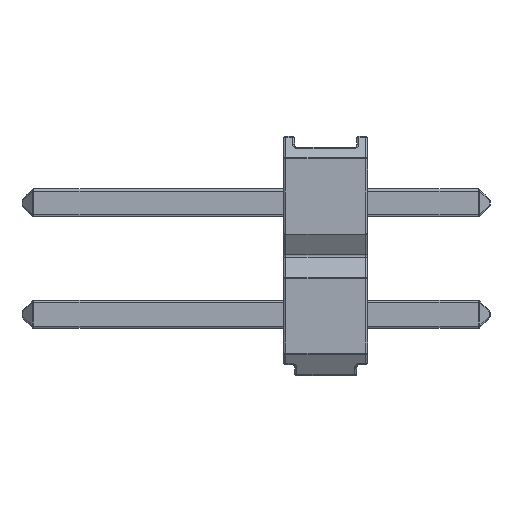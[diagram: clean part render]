
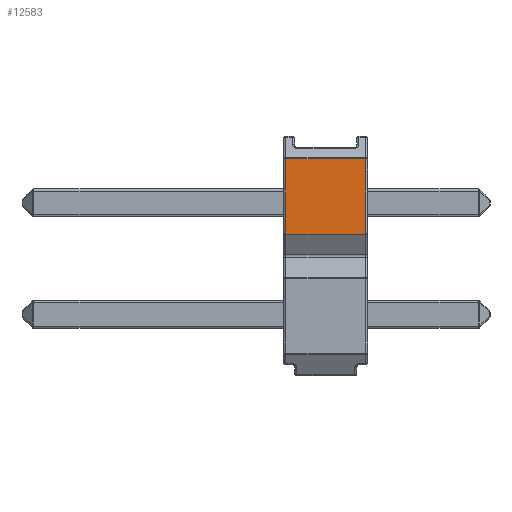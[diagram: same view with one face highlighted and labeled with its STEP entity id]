
A CAD part, left-side view. The second image highlights one B-rep face of the part: STEP entity #12583.
In plain terms, the highlighted planar face has unit normal (-1, 0, 0).
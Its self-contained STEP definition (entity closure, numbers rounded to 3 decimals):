
#239 = CARTESIAN_POINT ( 'NONE',  ( -1.27, -0.96, 0.5 ) ) ;
#658 = LINE ( 'NONE', #14378, #3932 ) ;
#1377 = LINE ( 'NONE', #5774, #12024 ) ;
#1457 = VECTOR ( 'NONE', #16795, 1000. ) ;
#1624 = DIRECTION ( 'NONE',  ( 0., 0., 1. ) ) ;
#1806 = CARTESIAN_POINT ( 'NONE',  ( -1.27, -0.91, 2.215 ) ) ;
#2516 = ORIENTED_EDGE ( 'NONE', *, *, #15143, .T. ) ;
#3187 = DIRECTION ( 'NONE',  ( 0., 1., 0. ) ) ;
#3932 = VECTOR ( 'NONE', #7475, 1000. ) ;
#3951 = CARTESIAN_POINT ( 'NONE',  ( -1.27, -0.91, 0.5 ) ) ;
#4589 = CARTESIAN_POINT ( 'NONE',  ( -1.27, -0.96, 2.215 ) ) ;
#5140 = LINE ( 'NONE', #8452, #1457 ) ;
#5154 = VECTOR ( 'NONE', #3187, 1000. ) ;
#5319 = EDGE_LOOP ( 'NONE', ( #16960, #2516, #11219, #5939 ) ) ;
#5620 = LINE ( 'NONE', #4589, #5154 ) ;
#5774 = CARTESIAN_POINT ( 'NONE',  ( -1.27, -0.96, 0.5 ) ) ;
#5939 = ORIENTED_EDGE ( 'NONE', *, *, #16606, .T. ) ;
#6793 = VERTEX_POINT ( 'NONE', #11520 ) ;
#7475 = DIRECTION ( 'NONE',  ( 0., 0., 1. ) ) ;
#8452 = CARTESIAN_POINT ( 'NONE',  ( -1.27, 0.91, 0.5 ) ) ;
#8604 = AXIS2_PLACEMENT_3D ( 'NONE', #239, #9945, #1624 ) ;
#9945 = DIRECTION ( 'NONE',  ( -1., 0., 0. ) ) ;
#9960 = VERTEX_POINT ( 'NONE', #3951 ) ;
#11219 = ORIENTED_EDGE ( 'NONE', *, *, #13160, .T. ) ;
#11520 = CARTESIAN_POINT ( 'NONE',  ( -1.27, 0.91, 2.215 ) ) ;
#12024 = VECTOR ( 'NONE', #15497, 1000. ) ;
#12104 = VERTEX_POINT ( 'NONE', #17539 ) ;
#12583 = ADVANCED_FACE ( 'NONE', ( #13523 ), #12685, .T. ) ;
#12662 = VERTEX_POINT ( 'NONE', #1806 ) ;
#12685 = PLANE ( 'NONE',  #8604 ) ;
#13160 = EDGE_CURVE ( 'NONE', #12662, #6793, #5620, .T. ) ;
#13523 = FACE_OUTER_BOUND ( 'NONE', #5319, .T. ) ;
#14378 = CARTESIAN_POINT ( 'NONE',  ( -1.27, -0.91, 2.23 ) ) ;
#15143 = EDGE_CURVE ( 'NONE', #9960, #12662, #658, .T. ) ;
#15497 = DIRECTION ( 'NONE',  ( 0., 1., 0. ) ) ;
#16606 = EDGE_CURVE ( 'NONE', #6793, #12104, #5140, .T. ) ;
#16795 = DIRECTION ( 'NONE',  ( 0., 0., -1. ) ) ;
#16960 = ORIENTED_EDGE ( 'NONE', *, *, #18019, .F. ) ;
#17539 = CARTESIAN_POINT ( 'NONE',  ( -1.27, 0.91, 0.5 ) ) ;
#18019 = EDGE_CURVE ( 'NONE', #9960, #12104, #1377, .T. ) ;
